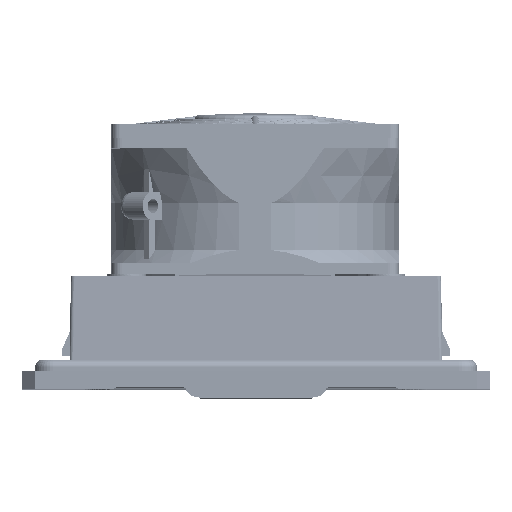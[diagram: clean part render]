
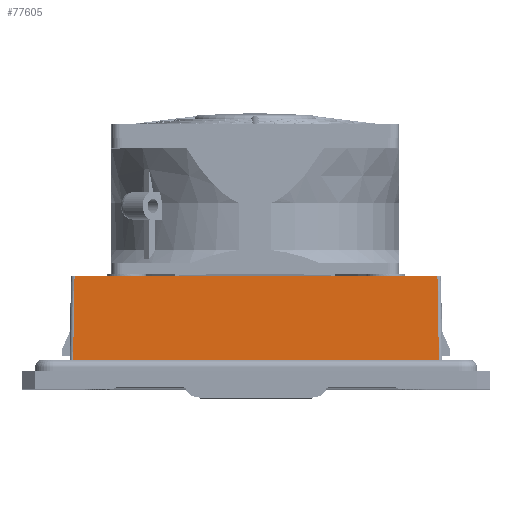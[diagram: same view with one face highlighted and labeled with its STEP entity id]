
A CAD part, top view. The second image highlights one B-rep face of the part: STEP entity #77605.
In plain terms, the highlighted planar face has unit normal (0, 0.018, 1).
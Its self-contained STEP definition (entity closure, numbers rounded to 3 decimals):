
#12400=FACE_OUTER_BOUND('',#18043,.T.);
#18043=EDGE_LOOP('',(#66478,#66479,#66480,#66481));
#23730=LINE('',#172259,#27148);
#23732=LINE('',#172272,#27150);
#24600=LINE('',#192757,#28018);
#25049=LINE('',#210366,#28467);
#27148=VECTOR('',#99374,1.);
#27150=VECTOR('',#99382,1.);
#28018=VECTOR('',#102322,1.);
#28467=VECTOR('',#104715,1.);
#33902=VERTEX_POINT('',#172257);
#33903=VERTEX_POINT('',#172258);
#33906=VERTEX_POINT('',#172271);
#34994=VERTEX_POINT('',#192756);
#42895=EDGE_CURVE('',#33902,#33903,#23730,.T.);
#42900=EDGE_CURVE('',#33902,#33906,#23732,.F.);
#44758=EDGE_CURVE('',#34994,#33906,#24600,.F.);
#46090=EDGE_CURVE('',#33903,#34994,#25049,.F.);
#66478=ORIENTED_EDGE('',*,*,#44758,.T.);
#66479=ORIENTED_EDGE('',*,*,#42900,.F.);
#66480=ORIENTED_EDGE('',*,*,#42895,.T.);
#66481=ORIENTED_EDGE('',*,*,#46090,.T.);
#68750=PLANE('',#85641);
#77605=ADVANCED_FACE('',(#12400),#68750,.T.);
#85641=AXIS2_PLACEMENT_3D('',#210365,#104713,#104714);
#99374=DIRECTION('',(-0.017,-1.,0.017));
#99382=DIRECTION('',(-1.,0.,0.));
#102322=DIRECTION('',(0.017,-1.,0.017));
#104713=DIRECTION('center_axis',(0.,0.017,1.));
#104714=DIRECTION('ref_axis',(-1.,0.,0.));
#104715=DIRECTION('',(-1.,0.,0.));
#172257=CARTESIAN_POINT('',(-57.074,22.68,131.844));
#172258=CARTESIAN_POINT('',(-57.51,-2.337,132.281));
#172259=CARTESIAN_POINT('',(-57.3,9.68,132.071));
#172271=CARTESIAN_POINT('',(43.927,22.68,131.844));
#172272=CARTESIAN_POINT('',(-6.573,22.68,131.844));
#192756=CARTESIAN_POINT('',(44.363,-2.337,132.281));
#192757=CARTESIAN_POINT('',(44.154,9.68,132.071));
#210365=CARTESIAN_POINT('Origin',(-6.573,22.68,131.844));
#210366=CARTESIAN_POINT('',(-6.573,-2.337,132.281));
